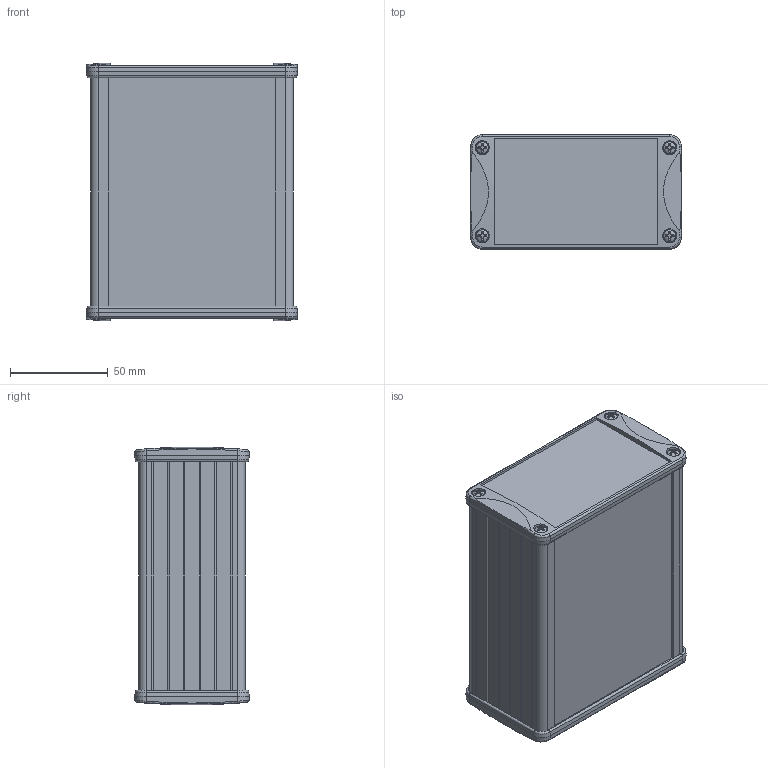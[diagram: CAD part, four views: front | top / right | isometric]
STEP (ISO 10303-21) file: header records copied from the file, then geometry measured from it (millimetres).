
FILE_DESCRIPTION(/* description */ (''),/* implementation_level */ '2;1');
FILE_NAME(/* name */ 'STEP''s\1457N1201.stp',/* time_stamp */ '2019-01-30T11:42:33-05:00',/* author */ ('tfoster'),/* organization */ (''),/* preprocessor_version */ 'ST-DEVELOPER v17',/* originating_system */ 'Autodesk Inventor 2019',/* authorisation */ '');
FILE_SCHEMA (('AUTOMOTIVE_DESIGN { 1 0 10303 214 3 1 1 }'));
Products named in the file (6): Assembly100; 100mm Ext; 1457N1201 Gasket; 100mm End PNL A; 90 O-ring; 91249A148
Assembly tree (21 placements, depth 2):
  Assembly100
    100mm Ext
    1457N1201 Gasket  x2
    100mm End PNL A  x2
    90 O-ring  x8
    91249A148  x8
Bounding box: 108 x 58.61 x 132.14 mm (x, y, z)
Volume: 113808.7 mm3; surface area: 132317.6 mm2
Topology: 21 solids, 21 shells, 1060 faces, 3922 edges, 2932 vertices
Faces by surface type: cylinder 438, plane 418, cone 96, torus 56, bspline 44, sphere 8
Full cylindrical faces by diameter (mm): 2.474 x112, 2.5 x8, 3 x8, 3.505 x112, 3.6 x8, 5 x16, 6.35 x8
Entity records: 18508 total; most frequent: CARTESIAN_POINT 6524, ORIENTED_EDGE 2668, DIRECTION 2330, EDGE_CURVE 1334, VERTEX_POINT 929, AXIS2_PLACEMENT_3D 799, LINE 732, VECTOR 732
